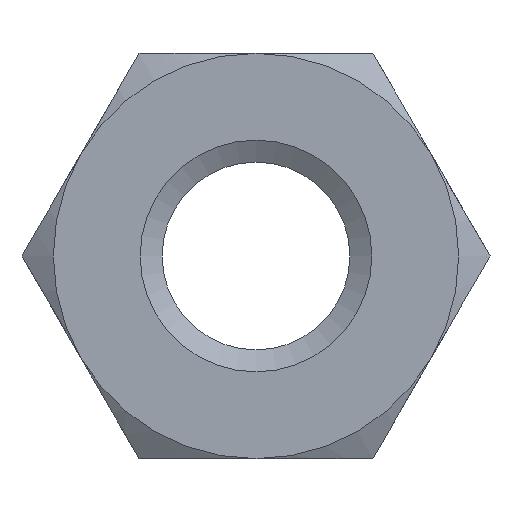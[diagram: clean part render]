
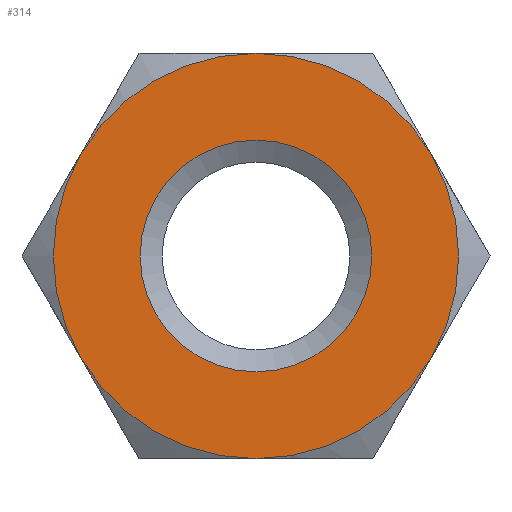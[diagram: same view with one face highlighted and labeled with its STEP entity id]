
A CAD part, left-side view. The second image highlights one B-rep face of the part: STEP entity #314.
In plain terms, the highlighted planar face has unit normal (-1, 0, 0).
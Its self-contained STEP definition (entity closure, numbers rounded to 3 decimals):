
#51=PLANE('',#360);
#62=FACE_BOUND('',#93,.T.);
#67=FACE_OUTER_BOUND('',#92,.T.);
#92=EDGE_LOOP('',(#210,#211,#212,#213,#214,#215));
#93=EDGE_LOOP('',(#216));
#117=CIRCLE('',#357,2.);
#119=CIRCLE('',#361,3.5);
#120=CIRCLE('',#362,3.5);
#121=CIRCLE('',#363,3.5);
#122=CIRCLE('',#364,3.5);
#123=CIRCLE('',#365,3.5);
#124=CIRCLE('',#366,3.5);
#133=VERTEX_POINT('',#484);
#135=VERTEX_POINT('',#490);
#136=VERTEX_POINT('',#491);
#137=VERTEX_POINT('',#493);
#138=VERTEX_POINT('',#495);
#139=VERTEX_POINT('',#497);
#140=VERTEX_POINT('',#499);
#161=EDGE_CURVE('',#133,#133,#117,.T.);
#163=EDGE_CURVE('',#135,#136,#119,.T.);
#164=EDGE_CURVE('',#136,#137,#120,.T.);
#165=EDGE_CURVE('',#137,#138,#121,.T.);
#166=EDGE_CURVE('',#138,#139,#122,.T.);
#167=EDGE_CURVE('',#139,#140,#123,.T.);
#168=EDGE_CURVE('',#140,#135,#124,.T.);
#210=ORIENTED_EDGE('',*,*,#163,.T.);
#211=ORIENTED_EDGE('',*,*,#164,.T.);
#212=ORIENTED_EDGE('',*,*,#165,.T.);
#213=ORIENTED_EDGE('',*,*,#166,.T.);
#214=ORIENTED_EDGE('',*,*,#167,.T.);
#215=ORIENTED_EDGE('',*,*,#168,.T.);
#216=ORIENTED_EDGE('',*,*,#161,.F.);
#314=ADVANCED_FACE('',(#67,#62),#51,.F.);
#357=AXIS2_PLACEMENT_3D('',#485,#400,#401);
#360=AXIS2_PLACEMENT_3D('',#489,#406,#407);
#361=AXIS2_PLACEMENT_3D('',#492,#408,#409);
#362=AXIS2_PLACEMENT_3D('',#494,#410,#411);
#363=AXIS2_PLACEMENT_3D('',#496,#412,#413);
#364=AXIS2_PLACEMENT_3D('',#498,#414,#415);
#365=AXIS2_PLACEMENT_3D('',#500,#416,#417);
#366=AXIS2_PLACEMENT_3D('',#501,#418,#419);
#400=DIRECTION('center_axis',(-1.,0.,0.));
#401=DIRECTION('ref_axis',(0.,0.,-1.));
#406=DIRECTION('center_axis',(1.,0.,0.));
#407=DIRECTION('ref_axis',(0.,0.,-1.));
#408=DIRECTION('center_axis',(-1.,0.,0.));
#409=DIRECTION('ref_axis',(0.,1.,0.));
#410=DIRECTION('center_axis',(-1.,0.,0.));
#411=DIRECTION('ref_axis',(0.,1.,0.));
#412=DIRECTION('center_axis',(-1.,0.,0.));
#413=DIRECTION('ref_axis',(0.,1.,0.));
#414=DIRECTION('center_axis',(-1.,0.,0.));
#415=DIRECTION('ref_axis',(0.,1.,0.));
#416=DIRECTION('center_axis',(-1.,0.,0.));
#417=DIRECTION('ref_axis',(0.,1.,0.));
#418=DIRECTION('center_axis',(-1.,0.,0.));
#419=DIRECTION('ref_axis',(0.,1.,0.));
#484=CARTESIAN_POINT('',(0.,0.,2.));
#485=CARTESIAN_POINT('Origin',(0.,0.,0.));
#489=CARTESIAN_POINT('Origin',(0.,0.,0.));
#490=CARTESIAN_POINT('',(0.,-3.031,-1.75));
#491=CARTESIAN_POINT('',(0.,-3.031,1.75));
#492=CARTESIAN_POINT('Origin',(0.,0.,0.));
#493=CARTESIAN_POINT('',(0.,0.,3.5));
#494=CARTESIAN_POINT('Origin',(0.,0.,0.));
#495=CARTESIAN_POINT('',(0.,3.031,1.75));
#496=CARTESIAN_POINT('Origin',(0.,0.,0.));
#497=CARTESIAN_POINT('',(0.,3.031,-1.75));
#498=CARTESIAN_POINT('Origin',(0.,0.,0.));
#499=CARTESIAN_POINT('',(0.,0.,-3.5));
#500=CARTESIAN_POINT('Origin',(0.,0.,0.));
#501=CARTESIAN_POINT('Origin',(0.,0.,0.));
